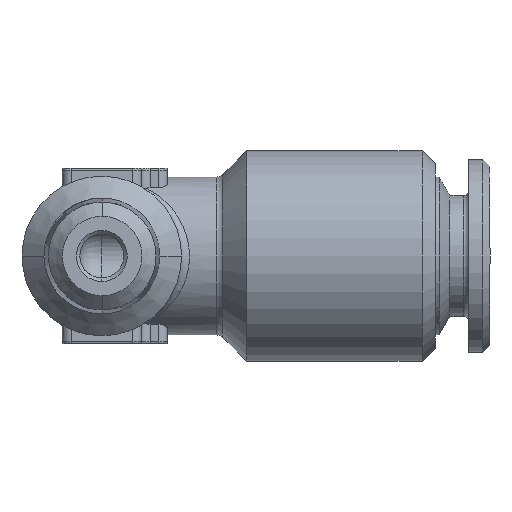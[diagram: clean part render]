
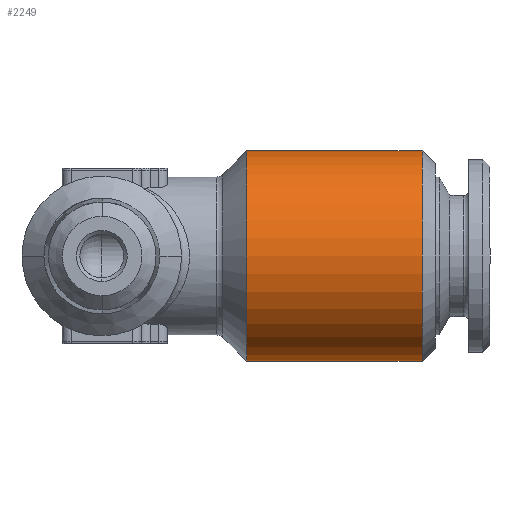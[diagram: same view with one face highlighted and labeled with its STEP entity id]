
A CAD part, front view. The second image highlights one B-rep face of the part: STEP entity #2249.
In plain terms, the highlighted cylindrical face has radius 6 mm (diameter 12 mm), a partial arc.
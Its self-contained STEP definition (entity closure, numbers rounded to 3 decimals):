
#238 = CYLINDRICAL_SURFACE ( 'NONE', #244, 6. ) ;
#239 = DIRECTION ( 'NONE',  ( -1., 0., 0. ) ) ;
#244 = AXIS2_PLACEMENT_3D ( 'NONE', #256, #239, #248 ) ;
#248 = DIRECTION ( 'NONE',  ( 0., 0., 1. ) ) ;
#256 = CARTESIAN_POINT ( 'NONE',  ( -5.767, 0., 0. ) ) ;
#262 = FACE_OUTER_BOUND ( 'NONE', #2300, .T. ) ;
#283 = DIRECTION ( 'NONE',  ( 0., 0., 1. ) ) ;
#284 = DIRECTION ( 'NONE',  ( -1., 0., 0. ) ) ;
#285 = CARTESIAN_POINT ( 'NONE',  ( 18.25, 0., 0. ) ) ;
#319 = AXIS2_PLACEMENT_3D ( 'NONE', #285, #284, #283 ) ;
#320 = CIRCLE ( 'NONE', #319, 6. ) ;
#1283 = DIRECTION ( 'NONE',  ( -1., 0., 0. ) ) ;
#1284 = VECTOR ( 'NONE', #1283, 1000. ) ;
#1285 = CARTESIAN_POINT ( 'NONE',  ( -5.767, 0., 6. ) ) ;
#1286 = LINE ( 'NONE', #1285, #1284 ) ;
#1306 = CARTESIAN_POINT ( 'NONE',  ( 8.25, 0., -6. ) ) ;
#1370 = DIRECTION ( 'NONE',  ( -1., 0., 0. ) ) ;
#1371 = VECTOR ( 'NONE', #1370, 1000. ) ;
#1372 = CARTESIAN_POINT ( 'NONE',  ( -5.767, 0., -6. ) ) ;
#1377 = LINE ( 'NONE', #1372, #1371 ) ;
#1404 = CARTESIAN_POINT ( 'NONE',  ( 18.25, 0., 6. ) ) ;
#1449 = CARTESIAN_POINT ( 'NONE',  ( 8.25, 0., 6. ) ) ;
#1485 = CARTESIAN_POINT ( 'NONE',  ( 18.25, 0., -6. ) ) ;
#2249 = ADVANCED_FACE ( 'NONE', ( #262 ), #238, .T. ) ;
#2255 = ORIENTED_EDGE ( 'NONE', *, *, #2800, .F. ) ;
#2286 = ORIENTED_EDGE ( 'NONE', *, *, #3051, .T. ) ;
#2300 = EDGE_LOOP ( 'NONE', ( #2255, #2319, #2324, #2286 ) ) ;
#2319 = ORIENTED_EDGE ( 'NONE', *, *, #2327, .T. ) ;
#2324 = ORIENTED_EDGE ( 'NONE', *, *, #2768, .T. ) ;
#2327 = EDGE_CURVE ( 'NONE', #2838, #2822, #320, .T. ) ;
#2757 = DIRECTION ( 'NONE',  ( 1., 0., 0. ) ) ;
#2758 = DIRECTION ( 'NONE',  ( 0., 0., -1. ) ) ;
#2768 = EDGE_CURVE ( 'NONE', #2822, #2837, #1286, .T. ) ;
#2784 = VERTEX_POINT ( 'NONE', #1306 ) ;
#2800 = EDGE_CURVE ( 'NONE', #2838, #2784, #1377, .T. ) ;
#2822 = VERTEX_POINT ( 'NONE', #1404 ) ;
#2828 = CARTESIAN_POINT ( 'NONE',  ( 8.25, 0., 0. ) ) ;
#2829 = AXIS2_PLACEMENT_3D ( 'NONE', #2828, #2757, #2758 ) ;
#2831 = CIRCLE ( 'NONE', #2829, 6. ) ;
#2837 = VERTEX_POINT ( 'NONE', #1449 ) ;
#2838 = VERTEX_POINT ( 'NONE', #1485 ) ;
#3051 = EDGE_CURVE ( 'NONE', #2837, #2784, #2831, .T. ) ;
